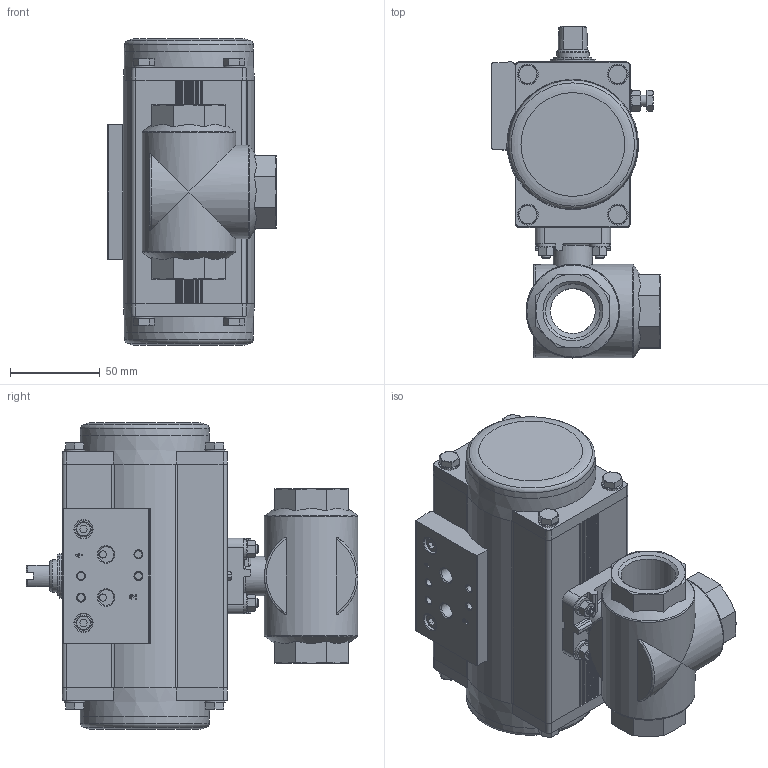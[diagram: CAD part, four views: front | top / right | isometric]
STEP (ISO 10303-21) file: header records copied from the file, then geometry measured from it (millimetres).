
FILE_DESCRIPTION(/* description */ ('STEP AP214'),/* implementation_level */ '2;1');
FILE_NAME(/* name */ '8070278_VZBM-A-1-RP-25-F-3T-B2-PB40',/* time_stamp */ '2024-09-18T02:46:40+02:00',/* author */ ('License CC BY-ND 4.0'),/* organization */ ('CADENAS'),/* preprocessor_version */ 'ST-DEVELOPER v19.3',/* originating_system */ 'PARTsolutions',/* authorisation */ ' ');
FILE_SCHEMA (('AUTOMOTIVE_DESIGN {1 0 10303 214 3 1 1}'));
Length unit declared in the file: millimetre
Products named in the file (11): 8070278 VZBM-A-1-RP-25-F-3T-B2-PB40; 4451857 VZBM-1-Rp-40-F-3T-F0304-B2B3; 8042186 DFPD-40-90-RS-F04-------(housing); 8042186 DFPD-40(F04_0)---(shaft); 3637777 SCHEIBE 6.2X12X1.5-1.4301; 3639214 DFPD-40; DIN 934 - M6(F); 8082117 DARQ-R-A-S11-S9-11; 8047242 NL-5-SP; ISO-4026 M5x25; ISO 4032 - M5(F)
Assembly tree (22 placements, depth 2):
  8070278 VZBM-A-1-RP-25-F-3T-B2-PB40
    4451857 VZBM-1-Rp-40-F-3T-F0304-B2B3
    8042186 DFPD-40-90-RS-F04-------(housing)
    8042186 DFPD-40(F04_0)---(shaft)
    3637777 SCHEIBE 6.2X12X1.5-1.4301  x2
    3639214 DFPD-40  x2
    DIN 934 - M6(F)  x2
    8082117 DARQ-R-A-S11-S9-11
    8047242 NL-5-SP  x4
    ISO-4026 M5x25  x4
    ISO 4032 - M5(F)  x4
Bounding box: 93.5 x 184.5 x 170.4 mm (x, y, z)
Volume: 1188558.8 mm3; surface area: 138550.8 mm2
Topology: 22 solids, 22 shells, 1063 faces, 2494 edges, 1530 vertices
Faces by surface type: plane 529, cone 288, cylinder 210, torus 34, sphere 2
Full cylindrical faces by diameter (mm): 2 x2, 3.242 x1, 4 x2, 4.134 x16, 4.917 x5, 5 x4, 5.4 x4, 6 x2, 6.2 x2, 8.5 x2, 8.566 x2, 9 x2, 10 x4, 10.8 x4, 11.5 x8, 12 x2, 13 x2, 15.2 x1, 18 x3, 19.5 x1, 20 x1, 21 x2, 22 x1, 25 x5, 26 x1, 26.5 x2, 27 x2, 30.291 x3, 35 x1, 52 x2
Entity records: 24946 total; most frequent: CARTESIAN_POINT 5404, DIRECTION 3953, ORIENTED_EDGE 3794, EDGE_CURVE 1897, AXIS2_PLACEMENT_3D 1564, VERTEX_POINT 1279, FACE_BOUND 1130, EDGE_LOOP 1118
